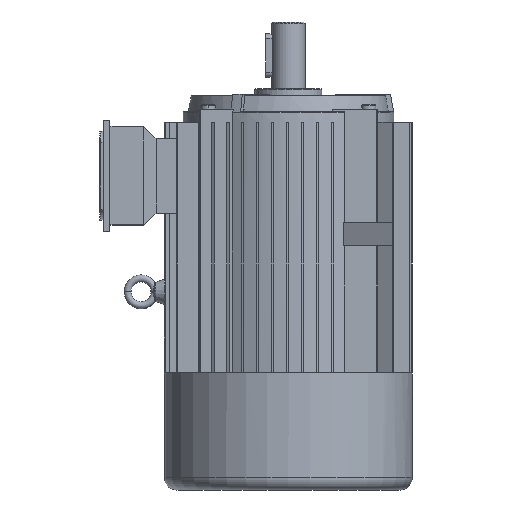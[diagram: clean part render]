
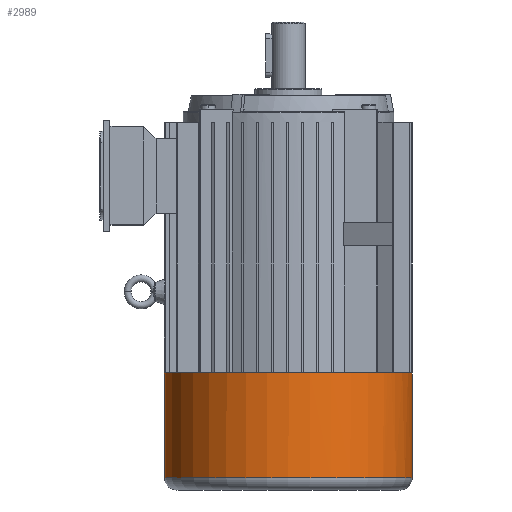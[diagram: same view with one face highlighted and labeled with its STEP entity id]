
A CAD part, left-side view. The second image highlights one B-rep face of the part: STEP entity #2989.
In plain terms, the highlighted cylindrical face has radius 204 mm (diameter 408 mm), a partial arc.
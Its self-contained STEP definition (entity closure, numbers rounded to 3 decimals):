
#778 = DIRECTION ( 'NONE',  ( 0., 0., 1. ) ) ;
#1121 = VERTEX_POINT ( 'NONE', #2101 ) ;
#1308 = AXIS2_PLACEMENT_3D ( 'NONE', #11494, #6574, #13150 ) ;
#1428 = VERTEX_POINT ( 'NONE', #1687 ) ;
#1531 = CARTESIAN_POINT ( 'NONE',  ( 0., 0., -456.5 ) ) ;
#1581 = AXIS2_PLACEMENT_3D ( 'NONE', #1531, #12958, #3194 ) ;
#1687 = CARTESIAN_POINT ( 'NONE',  ( -105.278, -174.736, -456.5 ) ) ;
#1711 = EDGE_CURVE ( 'NONE', #1428, #1121, #2336, .T. ) ;
#2101 = CARTESIAN_POINT ( 'NONE',  ( 0., -204., -456.5 ) ) ;
#2336 = CIRCLE ( 'NONE', #16507, 204. ) ;
#2753 = DIRECTION ( 'NONE',  ( 0., 0., 1. ) ) ;
#2989 = ADVANCED_FACE ( 'NONE', ( #15830 ), #10957, .T. ) ;
#3136 = ORIENTED_EDGE ( 'NONE', *, *, #10778, .T. ) ;
#3194 = DIRECTION ( 'NONE',  ( 0., -1., 0. ) ) ;
#3257 = CIRCLE ( 'NONE', #1581, 204. ) ;
#3297 = VECTOR ( 'NONE', #2753, 1000. ) ;
#3509 = EDGE_CURVE ( 'NONE', #17242, #5668, #3257, .T. ) ;
#5301 = CARTESIAN_POINT ( 'NONE',  ( -130.761, -156.581, -456.5 ) ) ;
#5587 = CARTESIAN_POINT ( 'NONE',  ( 0., 204., -628.6 ) ) ;
#5668 = VERTEX_POINT ( 'NONE', #5301 ) ;
#5761 = ORIENTED_EDGE ( 'NONE', *, *, #20571, .T. ) ;
#6399 = CARTESIAN_POINT ( 'NONE',  ( 0., 0., -456.5 ) ) ;
#6574 = DIRECTION ( 'NONE',  ( 0., 0., 1. ) ) ;
#6623 = AXIS2_PLACEMENT_3D ( 'NONE', #10579, #778, #12210 ) ;
#7620 = CARTESIAN_POINT ( 'NONE',  ( 0., 204., -456.5 ) ) ;
#8049 = DIRECTION ( 'NONE',  ( 0., -1., 0. ) ) ;
#8085 = DIRECTION ( 'NONE',  ( 0., 0., 1. ) ) ;
#9169 = ORIENTED_EDGE ( 'NONE', *, *, #3509, .F. ) ;
#10579 = CARTESIAN_POINT ( 'NONE',  ( 0., 0., -628.6 ) ) ;
#10778 = EDGE_CURVE ( 'NONE', #15289, #17943, #17454, .T. ) ;
#10909 = CARTESIAN_POINT ( 'NONE',  ( 0., -204., 121. ) ) ;
#10957 = CYLINDRICAL_SURFACE ( 'NONE', #1308, 204. ) ;
#11494 = CARTESIAN_POINT ( 'NONE',  ( 0., 0., 121. ) ) ;
#11702 = CIRCLE ( 'NONE', #14766, 204. ) ;
#12186 = LINE ( 'NONE', #14876, #13211 ) ;
#12210 = DIRECTION ( 'NONE',  ( 0., -1., 0. ) ) ;
#12958 = DIRECTION ( 'NONE',  ( 0., 0., 1. ) ) ;
#12983 = ORIENTED_EDGE ( 'NONE', *, *, #15649, .F. ) ;
#13150 = DIRECTION ( 'NONE',  ( 0., -1., 0. ) ) ;
#13211 = VECTOR ( 'NONE', #16516, 1000. ) ;
#14631 = EDGE_CURVE ( 'NONE', #5668, #1428, #11702, .T. ) ;
#14766 = AXIS2_PLACEMENT_3D ( 'NONE', #6399, #17836, #8049 ) ;
#14876 = CARTESIAN_POINT ( 'NONE',  ( 0., 204., 121. ) ) ;
#15289 = VERTEX_POINT ( 'NONE', #5587 ) ;
#15649 = EDGE_CURVE ( 'NONE', #15289, #17242, #12186, .T. ) ;
#15830 = FACE_OUTER_BOUND ( 'NONE', #19330, .T. ) ;
#16339 = LINE ( 'NONE', #10909, #3297 ) ;
#16507 = AXIS2_PLACEMENT_3D ( 'NONE', #17892, #8085, #19531 ) ;
#16516 = DIRECTION ( 'NONE',  ( 0., 0., 1. ) ) ;
#16858 = ORIENTED_EDGE ( 'NONE', *, *, #14631, .F. ) ;
#16904 = ORIENTED_EDGE ( 'NONE', *, *, #1711, .F. ) ;
#17242 = VERTEX_POINT ( 'NONE', #7620 ) ;
#17454 = CIRCLE ( 'NONE', #6623, 204. ) ;
#17836 = DIRECTION ( 'NONE',  ( 0., 0., 1. ) ) ;
#17892 = CARTESIAN_POINT ( 'NONE',  ( 0., 0., -456.5 ) ) ;
#17943 = VERTEX_POINT ( 'NONE', #19374 ) ;
#19330 = EDGE_LOOP ( 'NONE', ( #12983, #3136, #5761, #16904, #16858, #9169 ) ) ;
#19374 = CARTESIAN_POINT ( 'NONE',  ( 0., -204., -628.6 ) ) ;
#19531 = DIRECTION ( 'NONE',  ( 0., -1., 0. ) ) ;
#20571 = EDGE_CURVE ( 'NONE', #17943, #1121, #16339, .T. ) ;
